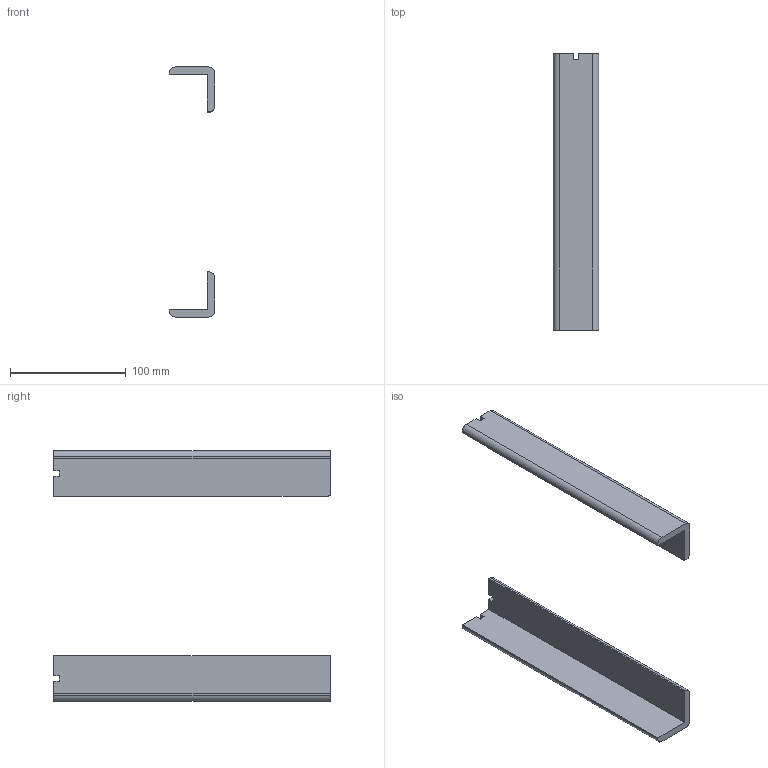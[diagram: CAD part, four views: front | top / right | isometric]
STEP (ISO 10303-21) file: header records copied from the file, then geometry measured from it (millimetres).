
FILE_DESCRIPTION (( 'STEP AP214' ), '1' );
FILE_NAME ('Cage Rear Legs.STEP', '2025-05-28T19:39:25', ( '' ), ( '' ), 'SwSTEP 2.0', 'SolidWorks 2025', '' );
FILE_SCHEMA (( 'AUTOMOTIVE_DESIGN' ));
Length unit declared in the file: metre
Products named in the file (1): Cage Rear Legs
Bounding box: 39.08 x 239 x 215.9 mm (x, y, z)
Volume: 209086 mm3; surface area: 73693.4 mm2
Topology: 2 solids, 2 shells, 46 faces, 120 edges, 80 vertices
Faces by surface type: plane 36, cylinder 10
Entity records: 1437 total; most frequent: CARTESIAN_POINT 247, ORIENTED_EDGE 240, DIRECTION 235, EDGE_CURVE 120, VECTOR 99, LINE 99, VERTEX_POINT 80, AXIS2_PLACEMENT_3D 68
